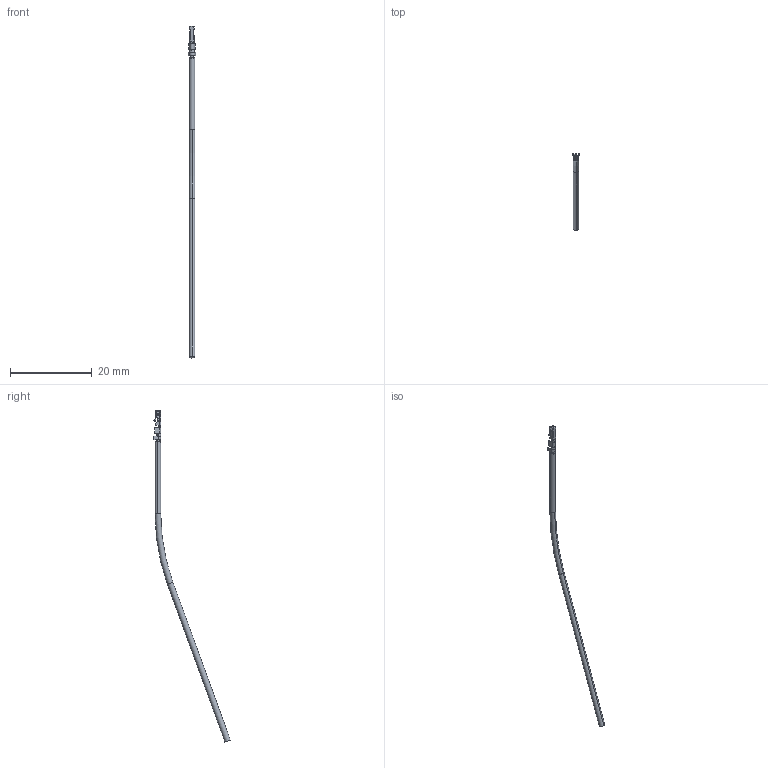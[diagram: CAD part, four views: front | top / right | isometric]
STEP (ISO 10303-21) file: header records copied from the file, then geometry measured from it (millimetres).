
FILE_DESCRIPTION (( 'STEP AP214' ), '1' );
FILE_NAME ('INGUN_116049.STEP', '2024-06-28T05:22:50', ( '' ), ( '' ), 'SwSTEP 2.0', 'SolidWorks 2021', '' );
FILE_SCHEMA (( 'AUTOMOTIVE_DESIGN' ));
Length unit declared in the file: millimetre
Products named in the file (3): INGUN_116049; 116058~0_S; 116048~0_S
Assembly tree (2 placements, depth 2):
  INGUN_116049
    116058~0_S
    116048~0_S
Bounding box: 1.77 x 18.78 x 81.42 mm (x, y, z)
Volume: 122 mm3; surface area: 391.1 mm2
Topology: 2 solids, 2 shells, 170 faces, 452 edges, 288 vertices
Faces by surface type: plane 83, cylinder 53, bspline 30, cone 2, torus 2
Entity records: 6463 total; most frequent: CARTESIAN_POINT 2388, ORIENTED_EDGE 904, DIRECTION 690, EDGE_CURVE 452, VERTEX_POINT 288, VECTOR 280, LINE 280, AXIS2_PLACEMENT_3D 205
